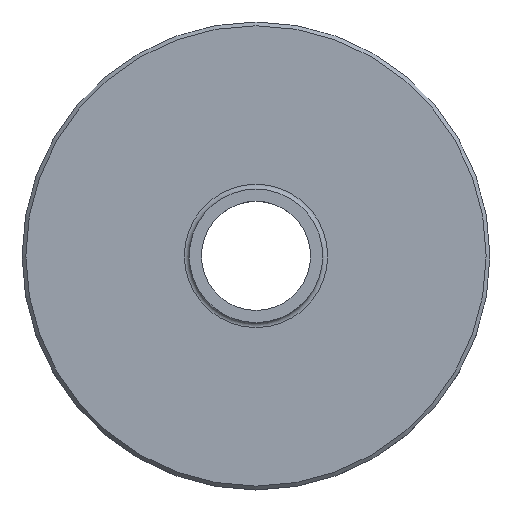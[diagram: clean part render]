
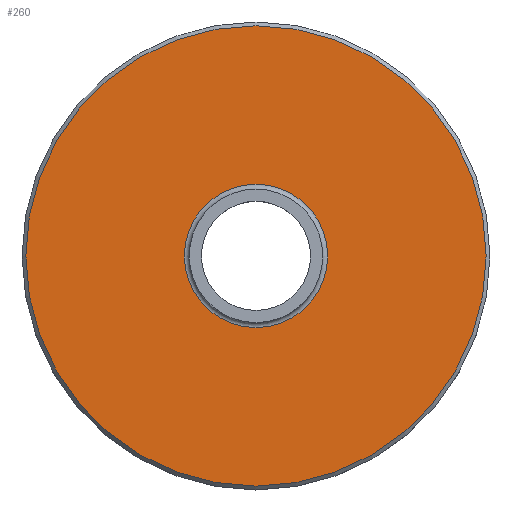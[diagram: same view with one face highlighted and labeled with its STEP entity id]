
A CAD part, top view. The second image highlights one B-rep face of the part: STEP entity #260.
In plain terms, the highlighted planar face has unit normal (0, 0, 1).
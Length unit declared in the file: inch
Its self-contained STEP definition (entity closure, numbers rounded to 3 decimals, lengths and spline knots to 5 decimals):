
#26 = ORIENTED_EDGE ( 'NONE', *, *, #184, .T. ) ;
#27 = AXIS2_PLACEMENT_3D ( 'NONE', #203, #179, #150 ) ;
#29 = CARTESIAN_POINT ( 'NONE',  ( -1.9, 0., -1.25 ) ) ;
#30 = ORIENTED_EDGE ( 'NONE', *, *, #316, .T. ) ;
#35 = VERTEX_POINT ( 'NONE', #114 ) ;
#39 = EDGE_LOOP ( 'NONE', ( #26 ) ) ;
#43 = CARTESIAN_POINT ( 'NONE',  ( 0., 0., -1.25 ) ) ;
#74 = PLANE ( 'NONE',  #252 ) ;
#75 = EDGE_LOOP ( 'NONE', ( #30 ) ) ;
#91 = DIRECTION ( 'NONE',  ( -1., 0., 0. ) ) ;
#101 = FACE_BOUND ( 'NONE', #39, .T. ) ;
#114 = CARTESIAN_POINT ( 'NONE',  ( -6.1, 0., -1.25 ) ) ;
#131 = DIRECTION ( 'NONE',  ( -1., 0., 0. ) ) ;
#150 = DIRECTION ( 'NONE',  ( -1., 0., 0. ) ) ;
#161 = CIRCLE ( 'NONE', #308, 6.1 ) ;
#167 = DIRECTION ( 'NONE',  ( 0., 0., 1. ) ) ;
#179 = DIRECTION ( 'NONE',  ( 0., 0., -1. ) ) ;
#184 = EDGE_CURVE ( 'NONE', #185, #185, #202, .T. ) ;
#185 = VERTEX_POINT ( 'NONE', #29 ) ;
#196 = FACE_OUTER_BOUND ( 'NONE', #75, .T. ) ;
#202 = CIRCLE ( 'NONE', #27, 1.9 ) ;
#203 = CARTESIAN_POINT ( 'NONE',  ( 0., 0., -1.25 ) ) ;
#252 = AXIS2_PLACEMENT_3D ( 'NONE', #253, #279, #91 ) ;
#253 = CARTESIAN_POINT ( 'NONE',  ( 0., 1.77, -1.25 ) ) ;
#260 = ADVANCED_FACE ( 'NONE', ( #101, #196 ), #74, .F. ) ;
#279 = DIRECTION ( 'NONE',  ( 0., 0., -1. ) ) ;
#308 = AXIS2_PLACEMENT_3D ( 'NONE', #43, #167, #131 ) ;
#316 = EDGE_CURVE ( 'NONE', #35, #35, #161, .T. ) ;
